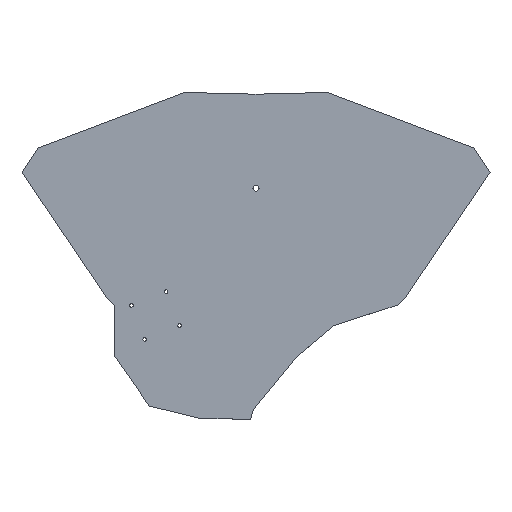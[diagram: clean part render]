
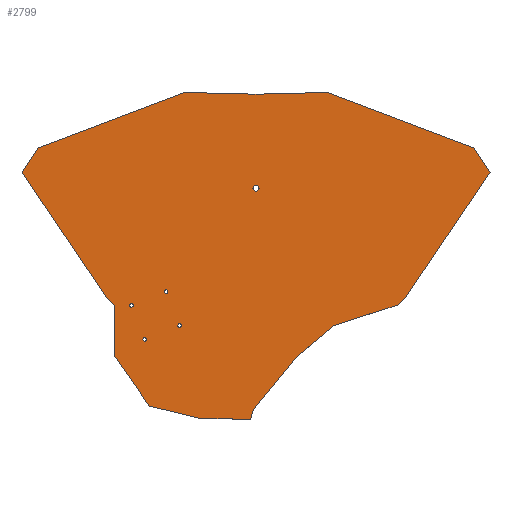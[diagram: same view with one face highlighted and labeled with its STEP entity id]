
A CAD part, top view. The second image highlights one B-rep face of the part: STEP entity #2799.
In plain terms, the highlighted planar face has unit normal (0, 0, 1).
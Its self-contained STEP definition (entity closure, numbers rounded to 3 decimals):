
#39=FACE_BOUND('',#423,.T.);
#40=FACE_BOUND('',#424,.T.);
#41=FACE_BOUND('',#425,.T.);
#42=FACE_BOUND('',#426,.T.);
#43=FACE_BOUND('',#427,.T.);
#71=CIRCLE('',#2887,1.05);
#74=CIRCLE('',#2894,1.05);
#77=CIRCLE('',#2900,1.05);
#80=CIRCLE('',#2906,1.05);
#94=CIRCLE('',#3014,1.75);
#246=FACE_OUTER_BOUND('',#422,.T.);
#422=EDGE_LOOP('',(#2364,#2365,#2366,#2367,#2368,#2369,#2370,#2371,#2372,
#2373,#2374,#2375,#2376,#2377,#2378,#2379,#2380,#2381));
#423=EDGE_LOOP('',(#2382));
#424=EDGE_LOOP('',(#2383));
#425=EDGE_LOOP('',(#2384));
#426=EDGE_LOOP('',(#2385));
#427=EDGE_LOOP('',(#2386));
#546=LINE('',#4086,#883);
#549=LINE('',#4091,#886);
#551=LINE('',#4095,#888);
#553=LINE('',#4100,#890);
#556=LINE('',#4105,#893);
#558=LINE('',#4109,#895);
#560=LINE('',#4113,#897);
#562=LINE('',#4116,#899);
#732=LINE('',#4457,#1069);
#750=LINE('',#4492,#1087);
#751=LINE('',#4494,#1088);
#752=LINE('',#4496,#1089);
#753=LINE('',#4497,#1090);
#754=LINE('',#4499,#1091);
#755=LINE('',#4501,#1092);
#756=LINE('',#4503,#1093);
#757=LINE('',#4505,#1094);
#758=LINE('',#4506,#1095);
#883=VECTOR('',#3358,10.);
#886=VECTOR('',#3363,10.);
#888=VECTOR('',#3367,10.);
#890=VECTOR('',#3371,10.);
#893=VECTOR('',#3376,10.);
#895=VECTOR('',#3380,10.);
#897=VECTOR('',#3384,10.);
#899=VECTOR('',#3388,10.);
#1069=VECTOR('',#3654,10.);
#1087=VECTOR('',#3686,10.);
#1088=VECTOR('',#3687,10.);
#1089=VECTOR('',#3688,10.);
#1090=VECTOR('',#3689,10.);
#1091=VECTOR('',#3690,10.);
#1092=VECTOR('',#3691,10.);
#1093=VECTOR('',#3692,10.);
#1094=VECTOR('',#3693,10.);
#1095=VECTOR('',#3694,10.);
#1182=VERTEX_POINT('',#3924);
#1185=VERTEX_POINT('',#3936);
#1188=VERTEX_POINT('',#3947);
#1191=VERTEX_POINT('',#3958);
#1226=VERTEX_POINT('',#4084);
#1227=VERTEX_POINT('',#4085);
#1228=VERTEX_POINT('',#4090);
#1229=VERTEX_POINT('',#4094);
#1230=VERTEX_POINT('',#4098);
#1231=VERTEX_POINT('',#4099);
#1232=VERTEX_POINT('',#4104);
#1233=VERTEX_POINT('',#4108);
#1234=VERTEX_POINT('',#4112);
#1356=VERTEX_POINT('',#4454);
#1357=VERTEX_POINT('',#4456);
#1367=VERTEX_POINT('',#4491);
#1368=VERTEX_POINT('',#4493);
#1369=VERTEX_POINT('',#4495);
#1370=VERTEX_POINT('',#4498);
#1371=VERTEX_POINT('',#4500);
#1372=VERTEX_POINT('',#4502);
#1373=VERTEX_POINT('',#4504);
#1374=VERTEX_POINT('',#4507);
#1451=EDGE_CURVE('',#1182,#1182,#71,.T.);
#1456=EDGE_CURVE('',#1185,#1185,#74,.T.);
#1461=EDGE_CURVE('',#1188,#1188,#77,.T.);
#1466=EDGE_CURVE('',#1191,#1191,#80,.T.);
#1524=EDGE_CURVE('',#1226,#1227,#546,.T.);
#1527=EDGE_CURVE('',#1227,#1228,#549,.T.);
#1529=EDGE_CURVE('',#1229,#1228,#551,.T.);
#1531=EDGE_CURVE('',#1230,#1231,#553,.T.);
#1534=EDGE_CURVE('',#1231,#1232,#556,.T.);
#1536=EDGE_CURVE('',#1233,#1232,#558,.T.);
#1538=EDGE_CURVE('',#1234,#1233,#560,.T.);
#1540=EDGE_CURVE('',#1234,#1226,#562,.T.);
#1710=EDGE_CURVE('',#1357,#1356,#732,.T.);
#1728=EDGE_CURVE('',#1229,#1367,#750,.T.);
#1729=EDGE_CURVE('',#1367,#1368,#751,.T.);
#1730=EDGE_CURVE('',#1368,#1369,#752,.T.);
#1731=EDGE_CURVE('',#1369,#1357,#753,.T.);
#1732=EDGE_CURVE('',#1356,#1370,#754,.T.);
#1733=EDGE_CURVE('',#1370,#1371,#755,.T.);
#1734=EDGE_CURVE('',#1371,#1372,#756,.T.);
#1735=EDGE_CURVE('',#1372,#1373,#757,.T.);
#1736=EDGE_CURVE('',#1373,#1230,#758,.T.);
#1737=EDGE_CURVE('',#1374,#1374,#94,.T.);
#2364=ORIENTED_EDGE('',*,*,#1728,.T.);
#2365=ORIENTED_EDGE('',*,*,#1729,.T.);
#2366=ORIENTED_EDGE('',*,*,#1730,.T.);
#2367=ORIENTED_EDGE('',*,*,#1731,.T.);
#2368=ORIENTED_EDGE('',*,*,#1710,.T.);
#2369=ORIENTED_EDGE('',*,*,#1732,.T.);
#2370=ORIENTED_EDGE('',*,*,#1733,.T.);
#2371=ORIENTED_EDGE('',*,*,#1734,.T.);
#2372=ORIENTED_EDGE('',*,*,#1735,.T.);
#2373=ORIENTED_EDGE('',*,*,#1736,.T.);
#2374=ORIENTED_EDGE('',*,*,#1531,.T.);
#2375=ORIENTED_EDGE('',*,*,#1534,.T.);
#2376=ORIENTED_EDGE('',*,*,#1536,.F.);
#2377=ORIENTED_EDGE('',*,*,#1538,.F.);
#2378=ORIENTED_EDGE('',*,*,#1540,.T.);
#2379=ORIENTED_EDGE('',*,*,#1524,.T.);
#2380=ORIENTED_EDGE('',*,*,#1527,.T.);
#2381=ORIENTED_EDGE('',*,*,#1529,.F.);
#2382=ORIENTED_EDGE('',*,*,#1456,.T.);
#2383=ORIENTED_EDGE('',*,*,#1461,.T.);
#2384=ORIENTED_EDGE('',*,*,#1466,.T.);
#2385=ORIENTED_EDGE('',*,*,#1451,.T.);
#2386=ORIENTED_EDGE('',*,*,#1737,.T.);
#2648=PLANE('',#3013);
#2799=ADVANCED_FACE('',(#246,#39,#40,#41,#42,#43),#2648,.T.);
#2887=AXIS2_PLACEMENT_3D('',#3926,#3178,#3179);
#2894=AXIS2_PLACEMENT_3D('',#3938,#3194,#3195);
#2900=AXIS2_PLACEMENT_3D('',#3949,#3208,#3209);
#2906=AXIS2_PLACEMENT_3D('',#3960,#3222,#3223);
#3013=AXIS2_PLACEMENT_3D('',#4490,#3684,#3685);
#3014=AXIS2_PLACEMENT_3D('',#4508,#3695,#3696);
#3178=DIRECTION('center_axis',(0.,0.,-1.));
#3179=DIRECTION('ref_axis',(1.,0.,0.));
#3194=DIRECTION('center_axis',(0.,0.,-1.));
#3195=DIRECTION('ref_axis',(1.,0.,0.));
#3208=DIRECTION('center_axis',(0.,0.,-1.));
#3209=DIRECTION('ref_axis',(1.,0.,0.));
#3222=DIRECTION('center_axis',(0.,0.,-1.));
#3223=DIRECTION('ref_axis',(1.,0.,0.));
#3358=DIRECTION('',(0.636,0.772,0.));
#3363=DIRECTION('',(0.767,0.642,0.));
#3367=DIRECTION('',(-0.95,-0.312,0.));
#3371=DIRECTION('',(0.,-1.,0.));
#3376=DIRECTION('',(0.574,-0.819,0.));
#3380=DIRECTION('',(-0.972,0.236,0.));
#3384=DIRECTION('',(-1.,0.029,0.));
#3388=DIRECTION('',(0.259,0.966,0.));
#3654=DIRECTION('',(-1.,-0.024,0.));
#3684=DIRECTION('center_axis',(0.,0.,1.));
#3685=DIRECTION('ref_axis',(1.,0.,0.));
#3686=DIRECTION('',(0.732,0.681,0.));
#3687=DIRECTION('',(0.56,0.829,0.));
#3688=DIRECTION('',(-0.549,0.836,0.));
#3689=DIRECTION('',(-0.935,0.355,0.));
#3690=DIRECTION('',(-1.,0.024,0.));
#3691=DIRECTION('',(-0.935,-0.355,0.));
#3692=DIRECTION('',(-0.549,-0.836,0.));
#3693=DIRECTION('',(0.56,-0.829,0.));
#3694=DIRECTION('',(0.732,-0.681,0.));
#3695=DIRECTION('center_axis',(0.,0.,-1.));
#3696=DIRECTION('ref_axis',(-1.,0.,0.));
#3924=CARTESIAN_POINT('',(-73.423,-16.64,3.));
#3926=CARTESIAN_POINT('Origin',(-72.373,-16.64,3.));
#3936=CARTESIAN_POINT('',(-53.207,-8.67,3.));
#3938=CARTESIAN_POINT('Origin',(-52.157,-8.67,3.));
#3947=CARTESIAN_POINT('',(-65.641,-36.388,3.));
#3949=CARTESIAN_POINT('Origin',(-64.591,-36.388,3.));
#3958=CARTESIAN_POINT('',(-45.424,-28.421,3.));
#3960=CARTESIAN_POINT('Origin',(-44.374,-28.421,3.));
#4084=CARTESIAN_POINT('',(-1.515,-76.887,3.));
#4085=CARTESIAN_POINT('',(23.385,-46.686,3.));
#4086=CARTESIAN_POINT('',(-1.515,-76.887,3.));
#4090=CARTESIAN_POINT('',(45.05,-28.559,3.));
#4091=CARTESIAN_POINT('',(1.72,-64.813,3.));
#4094=CARTESIAN_POINT('',(81.909,-16.453,3.));
#4095=CARTESIAN_POINT('',(81.909,-16.453,3.));
#4098=CARTESIAN_POINT('',(-81.909,-16.453,3.));
#4099=CARTESIAN_POINT('',(-81.909,-46.453,3.));
#4100=CARTESIAN_POINT('',(-81.909,-16.453,3.));
#4104=CARTESIAN_POINT('',(-61.834,-75.123,3.));
#4105=CARTESIAN_POINT('',(-81.909,-46.453,3.));
#4108=CARTESIAN_POINT('',(-33.292,-82.042,3.));
#4109=CARTESIAN_POINT('',(-33.292,-82.042,3.));
#4112=CARTESIAN_POINT('',(-3.133,-82.924,3.));
#4113=CARTESIAN_POINT('',(-3.133,-82.924,3.));
#4116=CARTESIAN_POINT('',(-4.75,-88.961,3.));
#4454=CARTESIAN_POINT('',(0.,106.,3.));
#4456=CARTESIAN_POINT('',(41.254,107.,3.));
#4457=CARTESIAN_POINT('',(0.,106.,3.));
#4490=CARTESIAN_POINT('Origin',(0.,44.774,3.));
#4491=CARTESIAN_POINT('',(87.138,-11.592,3.));
#4492=CARTESIAN_POINT('',(87.138,-11.592,3.));
#4493=CARTESIAN_POINT('',(135.88,60.539,3.));
#4494=CARTESIAN_POINT('',(135.88,60.539,3.));
#4495=CARTESIAN_POINT('',(126.654,74.602,3.));
#4496=CARTESIAN_POINT('',(126.654,74.602,3.));
#4497=CARTESIAN_POINT('',(41.254,107.,3.));
#4498=CARTESIAN_POINT('',(-41.254,107.,3.));
#4499=CARTESIAN_POINT('',(0.,106.,3.));
#4500=CARTESIAN_POINT('',(-126.654,74.602,3.));
#4501=CARTESIAN_POINT('',(-41.254,107.,3.));
#4502=CARTESIAN_POINT('',(-135.88,60.539,3.));
#4503=CARTESIAN_POINT('',(-126.654,74.602,3.));
#4504=CARTESIAN_POINT('',(-87.138,-11.592,3.));
#4505=CARTESIAN_POINT('',(-135.88,60.539,3.));
#4506=CARTESIAN_POINT('',(-87.138,-11.592,3.));
#4507=CARTESIAN_POINT('',(1.75,51.5,3.));
#4508=CARTESIAN_POINT('Origin',(0.,51.5,3.));
